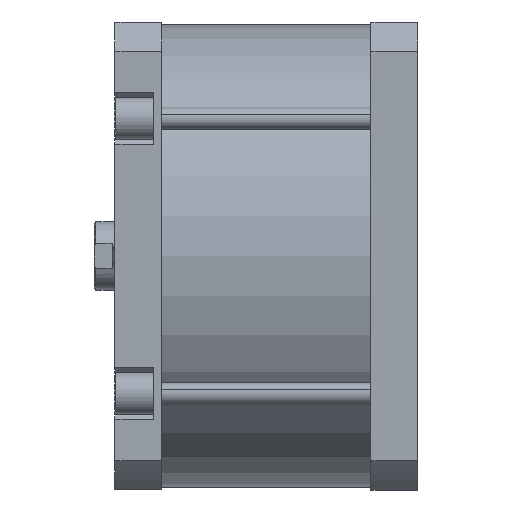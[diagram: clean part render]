
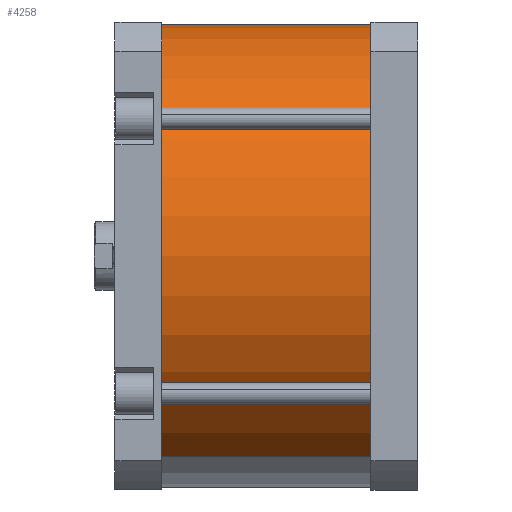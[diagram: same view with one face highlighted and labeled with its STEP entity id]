
A CAD part, front view. The second image highlights one B-rep face of the part: STEP entity #4258.
In plain terms, the highlighted cylindrical face has radius 168 mm (diameter 336 mm), a partial arc.
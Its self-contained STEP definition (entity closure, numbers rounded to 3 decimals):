
#457 = CARTESIAN_POINT ( 'NONE',  ( -168., 0., 152. ) ) ;
#462 = CARTESIAN_POINT ( 'NONE',  ( 168., 0., 152. ) ) ;
#469 = DIRECTION ( 'NONE',  ( 0., 0., -1. ) ) ;
#473 = DIRECTION ( 'NONE',  ( 0., 0., -1. ) ) ;
#479 = CARTESIAN_POINT ( 'NONE',  ( 0., 0., 152. ) ) ;
#480 = CARTESIAN_POINT ( 'NONE',  ( 0., 0., 0. ) ) ;
#481 = DIRECTION ( 'NONE',  ( 0., 0., 1. ) ) ;
#482 = DIRECTION ( 'NONE',  ( 1., 0., 0. ) ) ;
#487 = DIRECTION ( 'NONE',  ( 0., 0., 1. ) ) ;
#488 = DIRECTION ( 'NONE',  ( 1., 0., 0. ) ) ;
#2165 = VERTEX_POINT ( 'NONE', #2515 ) ;
#2167 = VERTEX_POINT ( 'NONE', #2517 ) ;
#2168 = VERTEX_POINT ( 'NONE', #2518 ) ;
#2169 = VERTEX_POINT ( 'NONE', #2519 ) ;
#2515 = CARTESIAN_POINT ( 'NONE',  ( -168., 0., 0. ) ) ;
#2517 = CARTESIAN_POINT ( 'NONE',  ( 168., 0., 0. ) ) ;
#2518 = CARTESIAN_POINT ( 'NONE',  ( -168., 0., 152. ) ) ;
#2519 = CARTESIAN_POINT ( 'NONE',  ( 168., 0., 152. ) ) ;
#2843 = DIRECTION ( 'NONE',  ( 0., 0., -1. ) ) ;
#2847 = DIRECTION ( 'NONE',  ( -1., 0., 0. ) ) ;
#2861 = CARTESIAN_POINT ( 'NONE',  ( 0., 0., 152. ) ) ;
#3657 = ORIENTED_EDGE ( 'NONE', *, *, #4456, .F. ) ;
#3658 = ORIENTED_EDGE ( 'NONE', *, *, #4461, .F. ) ;
#3659 = ORIENTED_EDGE ( 'NONE', *, *, #4458, .T. ) ;
#3660 = ORIENTED_EDGE ( 'NONE', *, *, #4463, .T. ) ;
#3816 = EDGE_LOOP ( 'NONE', ( #3657, #3658, #3659, #3660 ) ) ;
#4258 = ADVANCED_FACE ( 'NONE', ( #6318 ), #6323, .T. ) ;
#4456 = EDGE_CURVE ( 'NONE', #2169, #2167, #6860, .T. ) ;
#4458 = EDGE_CURVE ( 'NONE', #2168, #2165, #6862, .T. ) ;
#4461 = EDGE_CURVE ( 'NONE', #2168, #2169, #6867, .T. ) ;
#4463 = EDGE_CURVE ( 'NONE', #2165, #2167, #6871, .T. ) ;
#5053 = AXIS2_PLACEMENT_3D ( 'NONE', #2861, #2843, #2847 ) ;
#5296 = AXIS2_PLACEMENT_3D ( 'NONE', #479, #481, #482 ) ;
#5300 = AXIS2_PLACEMENT_3D ( 'NONE', #480, #487, #488 ) ;
#6318 = FACE_OUTER_BOUND ( 'NONE', #3816, .T. ) ;
#6323 = CYLINDRICAL_SURFACE ( 'NONE', #5053, 168. ) ;
#6855 = VECTOR ( 'NONE', #473, 1000. ) ;
#6858 = VECTOR ( 'NONE', #469, 1000. ) ;
#6860 = LINE ( 'NONE', #462, #6858 ) ;
#6862 = LINE ( 'NONE', #457, #6855 ) ;
#6867 = CIRCLE ( 'NONE', #5296, 168. ) ;
#6871 = CIRCLE ( 'NONE', #5300, 168. ) ;
